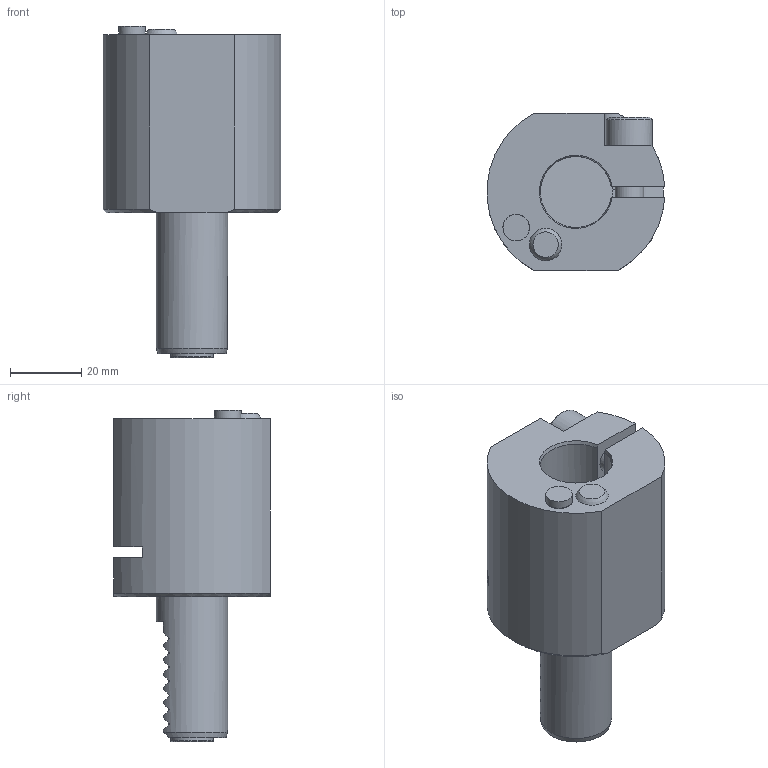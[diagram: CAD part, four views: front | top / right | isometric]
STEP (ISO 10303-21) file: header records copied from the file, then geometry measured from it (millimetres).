
FILE_DESCRIPTION(/* description */ (''),/* implementation_level */ '2;1');
FILE_NAME(/* name */ 'W1100032_stp.stp',/* time_stamp */ '2013-06-10T07:55:53+02:00',/* author */ (''),/* organization */ (''),/* preprocessor_version */ 'ST-DEVELOPER v11',/* originating_system */ 'SIEMENS PLM Software NX 7.5',/* authorisation */ '');
FILE_SCHEMA (('AUTOMOTIVE_DESIGN { 1 0 10303 214 1 1 1 1 }'));
Length unit declared in the file: millimetre
Products named in the file (1): furt869C5v4j
Bounding box: 49.87 x 44 x 93.01 mm (x, y, z)
Volume: 88796.7 mm3; surface area: 19260.5 mm2
Topology: 1 solids, 1 shells, 85 faces, 231 edges, 153 vertices
Faces by surface type: plane 47, cylinder 28, cone 7, torus 2, sphere 1
Full cylindrical faces by diameter (mm): 6 x2, 7.454 x2, 8 x2, 12 x1, 13 x2, 20 x1, 20.5 x1
Entity records: 2810 total; most frequent: CARTESIAN_POINT 722, DIRECTION 439, ORIENTED_EDGE 406, EDGE_CURVE 203, AXIS2_PLACEMENT_3D 176, VERTEX_POINT 142, EDGE_LOOP 113, LINE 87
